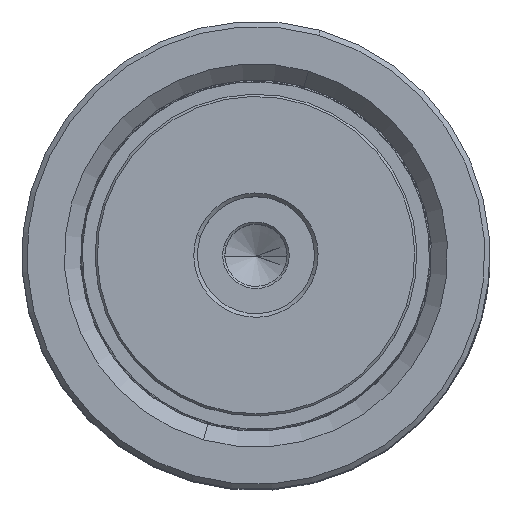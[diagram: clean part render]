
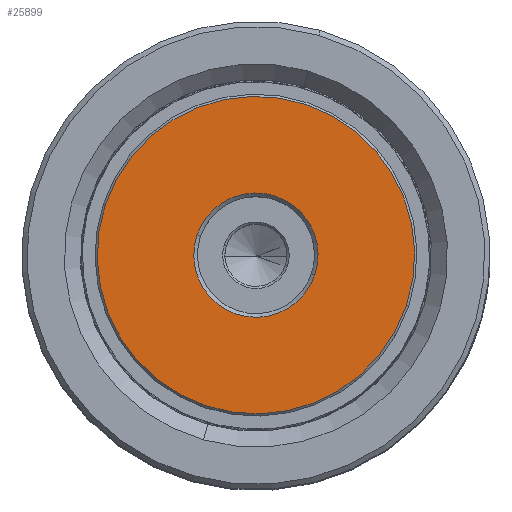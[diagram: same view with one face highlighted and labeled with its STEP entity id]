
A CAD part, top view. The second image highlights one B-rep face of the part: STEP entity #25899.
In plain terms, the highlighted face is planar.
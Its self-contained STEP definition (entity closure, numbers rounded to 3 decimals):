
#1438 = DIRECTION ( 'NONE',  ( 1., 0., 0. ) ) ;
#1958 = VERTEX_POINT ( 'NONE', #50925 ) ;
#3148 = VERTEX_POINT ( 'NONE', #4392 ) ;
#4392 = CARTESIAN_POINT ( 'NONE',  ( 21.7, 0., 0. ) ) ;
#4531 = AXIS2_PLACEMENT_3D ( 'NONE', #42425, #17532, #25867 ) ;
#4963 = ORIENTED_EDGE ( 'NONE', *, *, #29560, .T. ) ;
#5355 = CIRCLE ( 'NONE', #45421, 8.5 ) ;
#5716 = ORIENTED_EDGE ( 'NONE', *, *, #14786, .T. ) ;
#7739 = DIRECTION ( 'NONE',  ( 1., 0., 0. ) ) ;
#10455 = CIRCLE ( 'NONE', #48923, 8.5 ) ;
#11778 = DIRECTION ( 'NONE',  ( 0., 0., -1. ) ) ;
#11949 = CARTESIAN_POINT ( 'NONE',  ( 0., 0., 0. ) ) ;
#12385 = FACE_BOUND ( 'NONE', #46090, .T. ) ;
#13846 = DIRECTION ( 'NONE',  ( 0., 0., 1. ) ) ;
#14786 = EDGE_CURVE ( 'NONE', #50065, #19925, #5355, .T. ) ;
#16376 = AXIS2_PLACEMENT_3D ( 'NONE', #47284, #13846, #1438 ) ;
#16772 = AXIS2_PLACEMENT_3D ( 'NONE', #11949, #11778, #7739 ) ;
#16887 = DIRECTION ( 'NONE',  ( 0., 0., 1. ) ) ;
#17119 = ORIENTED_EDGE ( 'NONE', *, *, #28911, .T. ) ;
#17532 = DIRECTION ( 'NONE',  ( 0., 0., -1. ) ) ;
#19925 = VERTEX_POINT ( 'NONE', #39722 ) ;
#20566 = DIRECTION ( 'NONE',  ( 1., 0., 0. ) ) ;
#24548 = DIRECTION ( 'NONE',  ( 0., 0., 1. ) ) ;
#25867 = DIRECTION ( 'NONE',  ( 1., 0., 0. ) ) ;
#25899 = ADVANCED_FACE ( 'NONE', ( #53313, #12385 ), #47654, .F. ) ;
#28911 = EDGE_CURVE ( 'NONE', #3148, #1958, #46770, .T. ) ;
#29560 = EDGE_CURVE ( 'NONE', #1958, #3148, #40838, .T. ) ;
#32940 = CARTESIAN_POINT ( 'NONE',  ( 0., 0., 0. ) ) ;
#35765 = CARTESIAN_POINT ( 'NONE',  ( -8.5, 0., 0. ) ) ;
#36738 = EDGE_CURVE ( 'NONE', #19925, #50065, #10455, .T. ) ;
#39722 = CARTESIAN_POINT ( 'NONE',  ( 8.5, 0., 0. ) ) ;
#40838 = CIRCLE ( 'NONE', #4531, 21.7 ) ;
#42425 = CARTESIAN_POINT ( 'NONE',  ( 0., 0., 0. ) ) ;
#44674 = EDGE_LOOP ( 'NONE', ( #17119, #4963 ) ) ;
#45421 = AXIS2_PLACEMENT_3D ( 'NONE', #50645, #16887, #45954 ) ;
#45954 = DIRECTION ( 'NONE',  ( 1., 0., 0. ) ) ;
#46090 = EDGE_LOOP ( 'NONE', ( #5716, #49609 ) ) ;
#46770 = CIRCLE ( 'NONE', #16772, 21.7 ) ;
#47284 = CARTESIAN_POINT ( 'NONE',  ( 0., 0., 0. ) ) ;
#47654 = PLANE ( 'NONE',  #16376 ) ;
#48923 = AXIS2_PLACEMENT_3D ( 'NONE', #32940, #24548, #20566 ) ;
#49609 = ORIENTED_EDGE ( 'NONE', *, *, #36738, .T. ) ;
#50065 = VERTEX_POINT ( 'NONE', #35765 ) ;
#50645 = CARTESIAN_POINT ( 'NONE',  ( 0., 0., 0. ) ) ;
#50925 = CARTESIAN_POINT ( 'NONE',  ( -21.7, 0., 0. ) ) ;
#53313 = FACE_OUTER_BOUND ( 'NONE', #44674, .T. ) ;
